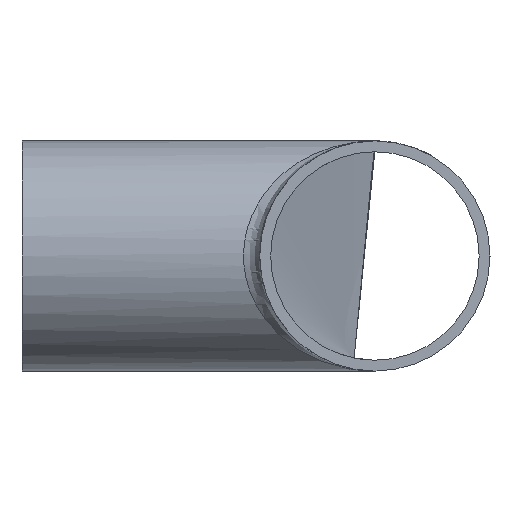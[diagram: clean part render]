
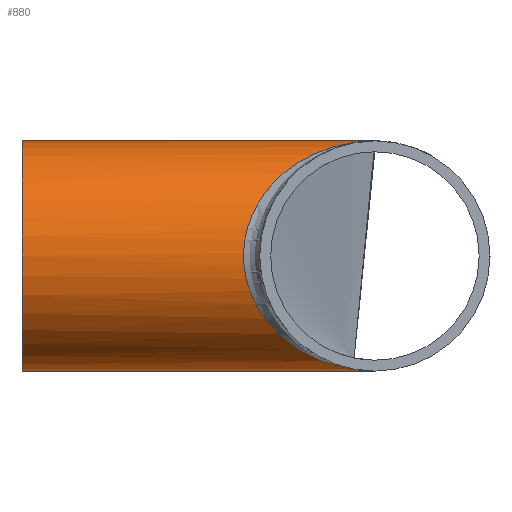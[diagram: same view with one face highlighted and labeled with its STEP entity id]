
A CAD part, left-side view. The second image highlights one B-rep face of the part: STEP entity #880.
In plain terms, the highlighted cylindrical face has radius 21.2 mm (diameter 42.4 mm), a full revolution.
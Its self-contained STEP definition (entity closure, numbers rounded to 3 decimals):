
#205 = CARTESIAN_POINT ( 'NONE',  ( 0., 0., 21.2 ) ) ;
#880 = ADVANCED_FACE ( 'NONE', ( #8945, #9116 ), #7635, .T. ) ;
#922 = VERTEX_POINT ( 'NONE', #205 ) ;
#1204 = CARTESIAN_POINT ( 'NONE',  ( 0., 0., 21.2 ) ) ;
#1470 = ORIENTED_EDGE ( 'NONE', *, *, #6024, .T. ) ;
#1584 = CARTESIAN_POINT ( 'NONE',  ( 42.4, 48.4, 21.2 ) ) ;
#1820 = CARTESIAN_POINT ( 'NONE',  ( 0., 0., -21.2 ) ) ;
#1979 = CARTESIAN_POINT ( 'NONE',  ( 0., 65., 0. ) ) ;
#2409 = CARTESIAN_POINT ( 'NONE',  ( -42.4, 48.4, -21.2 ) ) ;
#3967 = CARTESIAN_POINT ( 'NONE',  ( 0., 0., -21.2 ) ) ;
#4269 = CARTESIAN_POINT ( 'NONE',  ( 0., 0., -21.2 ) ) ;
#4564 = DIRECTION ( 'NONE',  ( 0., 0., 1. ) ) ;
#5094 = DIRECTION ( 'NONE',  ( 0., 0., -1. ) ) ;
#5313 = EDGE_CURVE ( 'NONE', #8663, #922, #14227, .T. ) ;
#6024 = EDGE_CURVE ( 'NONE', #922, #8663, #16002, .T. ) ;
#6403 = CARTESIAN_POINT ( 'NONE',  ( 0., 65., 0. ) ) ;
#6823 = EDGE_LOOP ( 'NONE', ( #10072 ) ) ;
#7528 = EDGE_LOOP ( 'NONE', ( #8085, #1470 ) ) ;
#7635 = CYLINDRICAL_SURFACE ( 'NONE', #10482, 21.2 ) ;
#8085 = ORIENTED_EDGE ( 'NONE', *, *, #5313, .T. ) ;
#8308 = CARTESIAN_POINT ( 'NONE',  ( 0., 65., 21.2 ) ) ;
#8462 = CARTESIAN_POINT ( 'NONE',  ( 0., 0., 21.2 ) ) ;
#8663 = VERTEX_POINT ( 'NONE', #1820 ) ;
#8945 = FACE_OUTER_BOUND ( 'NONE', #7528, .T. ) ;
#9116 = FACE_OUTER_BOUND ( 'NONE', #6823, .T. ) ;
#9519 = VERTEX_POINT ( 'NONE', #8308 ) ;
#10072 = ORIENTED_EDGE ( 'NONE', *, *, #15105, .F. ) ;
#10163 = AXIS2_PLACEMENT_3D ( 'NONE', #1979, #16482, #4564 ) ;
#10482 = AXIS2_PLACEMENT_3D ( 'NONE', #6403, #17030, #5094 ) ;
#10876 = CARTESIAN_POINT ( 'NONE',  ( 42.4, 48.4, -21.2 ) ) ;
#10995 = CIRCLE ( 'NONE', #10163, 21.2 ) ;
#11710 = CARTESIAN_POINT ( 'NONE',  ( -42.4, 48.4, 21.2 ) ) ;
#14227 =( BOUNDED_CURVE ( )  B_SPLINE_CURVE ( 3, ( #3967, #2409, #11710, #1204 ),
 .UNSPECIFIED., .F., .T. ) 
 B_SPLINE_CURVE_WITH_KNOTS ( ( 4, 4 ),
 ( 4.712, 7.854 ),
 .UNSPECIFIED. ) 
 CURVE ( )  GEOMETRIC_REPRESENTATION_ITEM ( )  RATIONAL_B_SPLINE_CURVE ( ( 1., 0.333, 0.333, 1. ) ) 
 REPRESENTATION_ITEM ( '' )  );
#15105 = EDGE_CURVE ( 'NONE', #9519, #9519, #10995, .T. ) ;
#16002 =( BOUNDED_CURVE ( )  B_SPLINE_CURVE ( 3, ( #8462, #1584, #10876, #4269 ),
 .UNSPECIFIED., .F., .T. ) 
 B_SPLINE_CURVE_WITH_KNOTS ( ( 4, 4 ),
 ( 1.571, 4.712 ),
 .UNSPECIFIED. ) 
 CURVE ( )  GEOMETRIC_REPRESENTATION_ITEM ( )  RATIONAL_B_SPLINE_CURVE ( ( 1., 0.333, 0.333, 1. ) ) 
 REPRESENTATION_ITEM ( '' )  );
#16482 = DIRECTION ( 'NONE',  ( 0., 1., 0. ) ) ;
#17030 = DIRECTION ( 'NONE',  ( 0., -1., 0. ) ) ;
